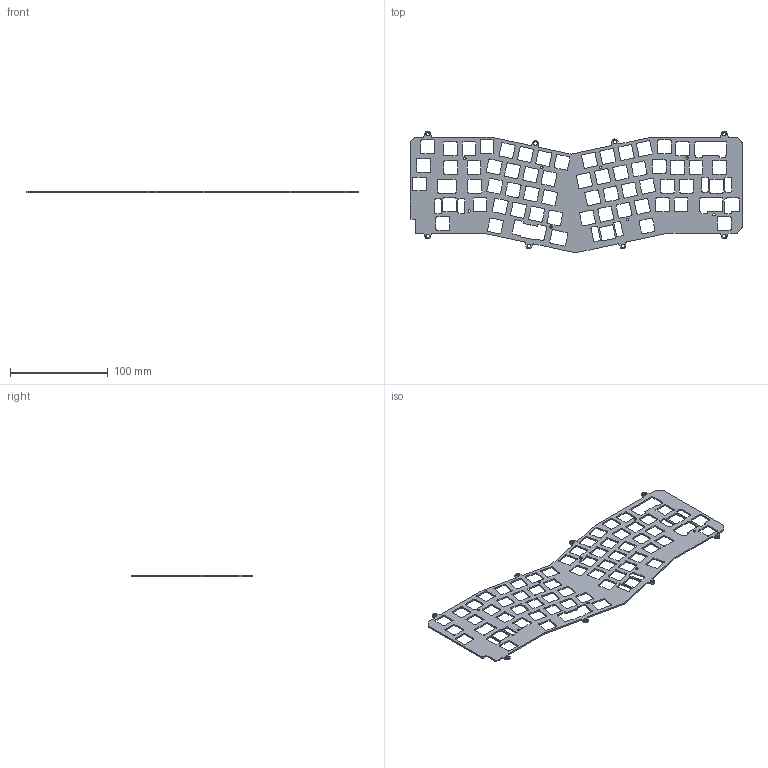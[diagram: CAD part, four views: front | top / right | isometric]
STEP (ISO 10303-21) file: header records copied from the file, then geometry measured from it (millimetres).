
FILE_DESCRIPTION(/* description */ (''),/* implementation_level */ '2;1');
FILE_NAME(/* name */ 'Plate.step',/* time_stamp */ '2022-03-08T11:33:34+02:00',/* author */ (''),/* organization */ (''),/* preprocessor_version */ 'ST-DEVELOPER v18.1',/* originating_system */ 'Autodesk Translation Framework v10.13.0.1454',/* authorisation */ '');
FILE_SCHEMA (('AUTOMOTIVE_DESIGN { 1 0 10303 214 3 1 1 }'));
Length unit declared in the file: millimetre
Products named in the file (1): Plate
Bounding box: 338.8 x 123.91 x 1.5 mm (x, y, z)
Volume: 29323 mm3; surface area: 46589 mm2
Topology: 1 solids, 1 shells, 713 faces, 2133 edges, 1422 vertices
Faces by surface type: cylinder 360, plane 353
Full cylindrical faces by diameter (mm): 2.54 x8, 3.5 x8
Entity records: 24584 total; most frequent: DIRECTION 4281, CARTESIAN_POINT 4269, ORIENTED_EDGE 4266, EDGE_CURVE 2133, AXIS2_PLACEMENT_3D 1434, VERTEX_POINT 1422, LINE 1413, VECTOR 1413
